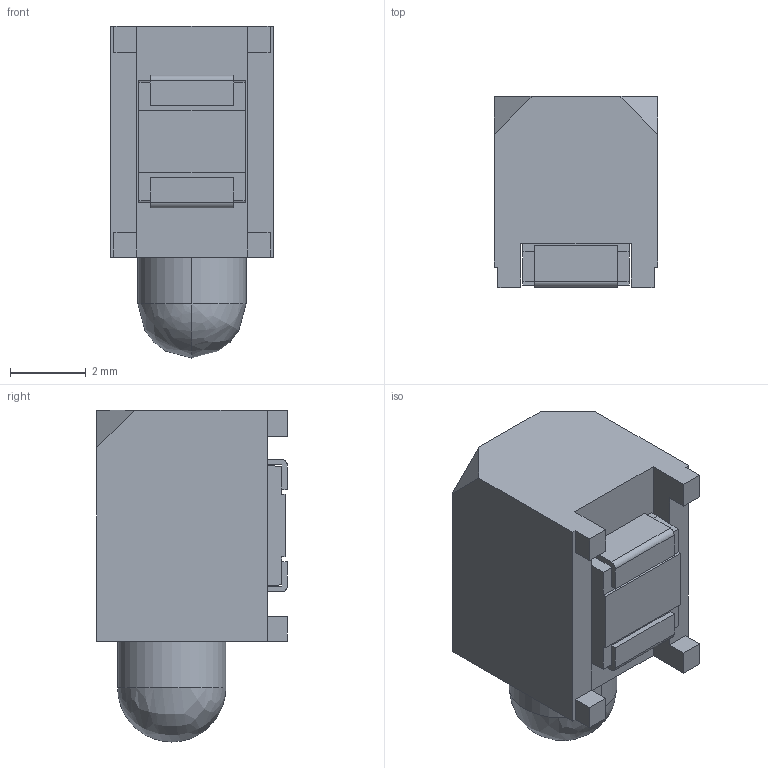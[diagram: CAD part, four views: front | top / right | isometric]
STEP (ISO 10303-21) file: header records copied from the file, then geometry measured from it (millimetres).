
FILE_DESCRIPTION (( 'STEP AP214' ), '1' );
FILE_NAME ('6300TX.STEP', '2016-05-31T20:39:57', ( 'user' ), ( 'Microsoft' ), 'SwSTEP 2.0', 'SolidWorks 2014', '' );
FILE_SCHEMA (( 'AUTOMOTIVE_DESIGN' ));
Length unit declared in the file: inch
Products named in the file (1): 6300TX
Bounding box: 4.32 x 5.03 x 8.76 mm (x, y, z)
Volume: 132.4 mm3; surface area: 195.4 mm2
Topology: 1 solids, 1 shells, 57 faces, 167 edges, 106 vertices
Faces by surface type: plane 51, cylinder 4, bspline 2
Entity records: 1893 total; most frequent: CARTESIAN_POINT 360, ORIENTED_EDGE 326, DIRECTION 283, EDGE_CURVE 163, LINE 153, VECTOR 153, VERTEX_POINT 106, AXIS2_PLACEMENT_3D 65
